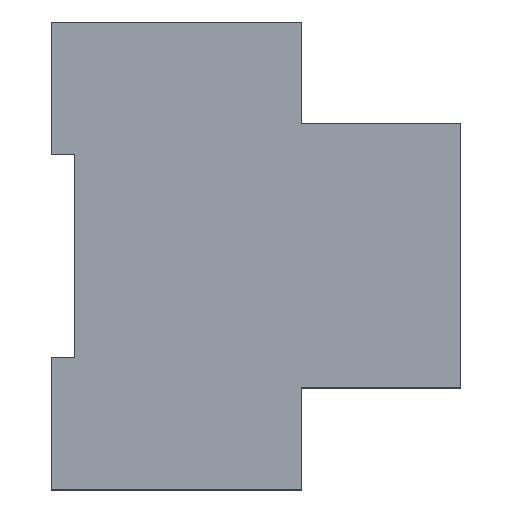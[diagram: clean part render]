
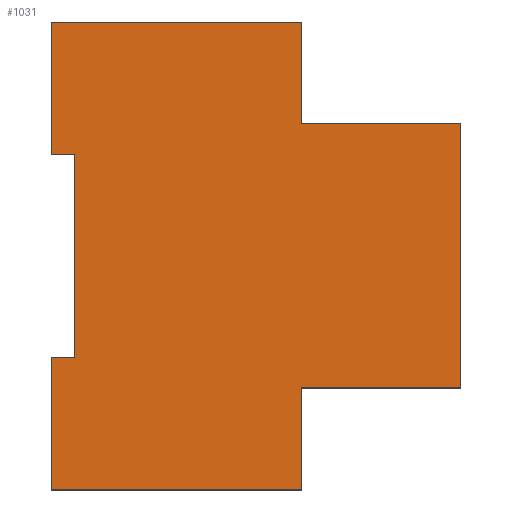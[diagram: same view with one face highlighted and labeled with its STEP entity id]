
A CAD part, top view. The second image highlights one B-rep face of the part: STEP entity #1031.
In plain terms, the highlighted planar face has unit normal (0, 0, 1).
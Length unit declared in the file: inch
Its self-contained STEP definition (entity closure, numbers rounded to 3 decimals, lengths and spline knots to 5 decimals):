
#70=DIRECTION('',(0.,1.,0.));
#71=VECTOR('',#70,0.6875);
#72=CARTESIAN_POINT('',(0.69696,-0.63985,0.6875));
#73=LINE('',#72,#71);
#74=DIRECTION('',(-1.,0.,0.));
#75=VECTOR('',#74,1.0781);
#76=CARTESIAN_POINT('',(1.77506,-0.63985,0.6875));
#77=LINE('',#76,#75);
#78=DIRECTION('',(0.,1.,0.));
#79=VECTOR('',#78,1.78125);
#80=CARTESIAN_POINT('',(1.77506,-2.4211,0.6875));
#81=LINE('',#80,#79);
#82=DIRECTION('',(1.,0.,0.));
#83=VECTOR('',#82,1.0781);
#84=CARTESIAN_POINT('',(0.69696,-2.4211,0.6875));
#85=LINE('',#84,#83);
#86=DIRECTION('',(0.,1.,0.));
#87=VECTOR('',#86,0.6875);
#88=CARTESIAN_POINT('',(0.69696,-3.1086,0.6875));
#89=LINE('',#88,#87);
#90=DIRECTION('',(1.,0.,0.));
#91=VECTOR('',#90,1.6875);
#92=CARTESIAN_POINT('',(-0.99054,-3.1086,0.6875));
#93=LINE('',#92,#91);
#94=DIRECTION('',(0.,-1.,0.));
#95=VECTOR('',#94,0.89063);
#96=CARTESIAN_POINT('',(-0.99054,-2.21797,0.6875));
#97=LINE('',#96,#95);
#98=DIRECTION('',(-1.,0.,0.));
#99=VECTOR('',#98,0.1575);
#100=CARTESIAN_POINT('',(-0.83304,-2.21797,0.6875));
#101=LINE('',#100,#99);
#102=DIRECTION('',(0.,-1.,0.));
#103=VECTOR('',#102,1.375);
#104=CARTESIAN_POINT('',(-0.83304,-0.84297,0.6875));
#105=LINE('',#104,#103);
#106=DIRECTION('',(1.,0.,0.));
#107=VECTOR('',#106,0.1575);
#108=CARTESIAN_POINT('',(-0.99054,-0.84297,0.6875));
#109=LINE('',#108,#107);
#110=DIRECTION('',(0.,-1.,0.));
#111=VECTOR('',#110,0.89063);
#112=CARTESIAN_POINT('',(-0.99054,0.04765,0.6875));
#113=LINE('',#112,#111);
#114=DIRECTION('',(-1.,0.,0.));
#115=VECTOR('',#114,1.6875);
#116=CARTESIAN_POINT('',(0.69696,0.04765,0.6875));
#117=LINE('',#116,#115);
#866=CARTESIAN_POINT('',(0.69696,-0.63985,0.6875));
#867=CARTESIAN_POINT('',(0.69696,0.04765,0.6875));
#868=VERTEX_POINT('',#866);
#869=VERTEX_POINT('',#867);
#874=CARTESIAN_POINT('',(1.77506,-0.63985,0.6875));
#875=VERTEX_POINT('',#874);
#878=CARTESIAN_POINT('',(1.77506,-2.4211,0.6875));
#879=VERTEX_POINT('',#878);
#882=CARTESIAN_POINT('',(0.69696,-2.4211,0.6875));
#883=VERTEX_POINT('',#882);
#886=CARTESIAN_POINT('',(0.69696,-3.1086,0.6875));
#887=VERTEX_POINT('',#886);
#890=CARTESIAN_POINT('',(-0.99054,-3.1086,0.6875));
#891=VERTEX_POINT('',#890);
#894=CARTESIAN_POINT('',(-0.99054,-2.21797,0.6875));
#895=VERTEX_POINT('',#894);
#898=CARTESIAN_POINT('',(-0.83304,-2.21797,0.6875));
#899=VERTEX_POINT('',#898);
#902=CARTESIAN_POINT('',(-0.83304,-0.84297,0.6875));
#903=VERTEX_POINT('',#902);
#906=CARTESIAN_POINT('',(-0.99054,-0.84297,0.6875));
#907=VERTEX_POINT('',#906);
#910=CARTESIAN_POINT('',(-0.99054,0.04765,0.6875));
#911=VERTEX_POINT('',#910);
#1001=CARTESIAN_POINT('',(0.25436,-1.53047,0.6875));
#1002=DIRECTION('',(0.,0.,1.));
#1003=DIRECTION('',(1.,0.,0.));
#1004=AXIS2_PLACEMENT_3D('',#1001,#1002,#1003);
#1005=PLANE('',#1004);
#1006=ORIENTED_EDGE('',*,*,#974,.F.);
#1008=ORIENTED_EDGE('',*,*,#1007,.F.);
#1010=ORIENTED_EDGE('',*,*,#1009,.F.);
#1012=ORIENTED_EDGE('',*,*,#1011,.F.);
#1014=ORIENTED_EDGE('',*,*,#1013,.F.);
#1016=ORIENTED_EDGE('',*,*,#1015,.F.);
#1018=ORIENTED_EDGE('',*,*,#1017,.F.);
#1020=ORIENTED_EDGE('',*,*,#1019,.F.);
#1022=ORIENTED_EDGE('',*,*,#1021,.F.);
#1024=ORIENTED_EDGE('',*,*,#1023,.F.);
#1026=ORIENTED_EDGE('',*,*,#1025,.F.);
#1028=ORIENTED_EDGE('',*,*,#1027,.F.);
#1029=EDGE_LOOP('',(#1006,#1008,#1010,#1012,#1014,#1016,#1018,#1020,#1022,#1024,
#1026,#1028));
#1030=FACE_OUTER_BOUND('',#1029,.F.);
#1031=ADVANCED_FACE('',(#1030),#1005,.T.);
#974=EDGE_CURVE('',#868,#869,#73,.T.);
#1007=EDGE_CURVE('',#875,#868,#77,.T.);
#1009=EDGE_CURVE('',#879,#875,#81,.T.);
#1011=EDGE_CURVE('',#883,#879,#85,.T.);
#1013=EDGE_CURVE('',#887,#883,#89,.T.);
#1015=EDGE_CURVE('',#891,#887,#93,.T.);
#1017=EDGE_CURVE('',#895,#891,#97,.T.);
#1019=EDGE_CURVE('',#899,#895,#101,.T.);
#1021=EDGE_CURVE('',#903,#899,#105,.T.);
#1023=EDGE_CURVE('',#907,#903,#109,.T.);
#1025=EDGE_CURVE('',#911,#907,#113,.T.);
#1027=EDGE_CURVE('',#869,#911,#117,.T.);
